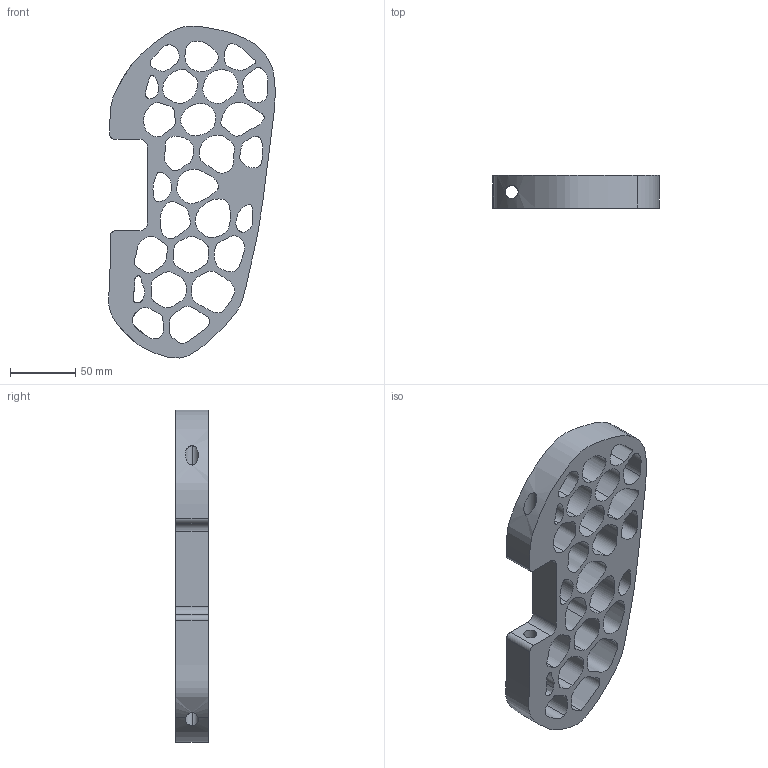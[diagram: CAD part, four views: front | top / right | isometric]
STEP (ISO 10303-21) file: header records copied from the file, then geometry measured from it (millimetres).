
FILE_DESCRIPTION (( 'STEP AP203' ), '1' );
FILE_NAME ('nylonove_pedals.STEP', '2025-12-27T20:35:22', ( '' ), ( '' ), 'SwSTEP 2.0', 'SolidWorks 2025', '' );
FILE_SCHEMA (( 'CONFIG_CONTROL_DESIGN' ));
Length unit declared in the file: millimetre
Products named in the file (1): nylonove_pedals
Bounding box: 127.48 x 25 x 253.91 mm (x, y, z)
Volume: 296895.4 mm3; surface area: 95282.2 mm2
Topology: 1 solids, 1 shells, 68 faces, 207 edges, 138 vertices
Faces by surface type: bspline 55, cylinder 8, plane 5
Entity records: 4244 total; most frequent: CARTESIAN_POINT 2583, ORIENTED_EDGE 414, EDGE_CURVE 207, VERTEX_POINT 138, DIRECTION 127, EDGE_LOOP 125, B_SPLINE_CURVE_WITH_KNOTS 120, VECTOR 75
